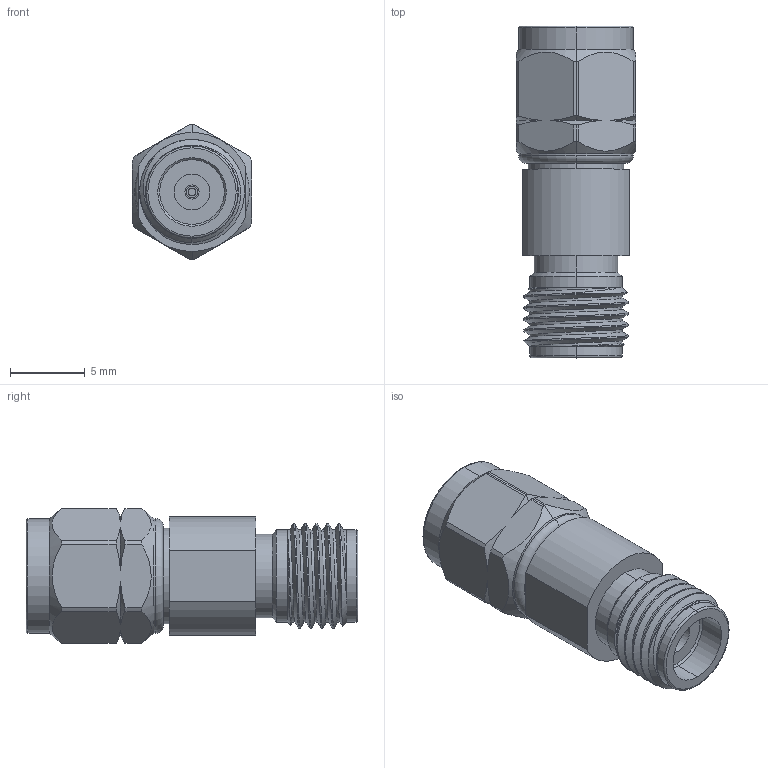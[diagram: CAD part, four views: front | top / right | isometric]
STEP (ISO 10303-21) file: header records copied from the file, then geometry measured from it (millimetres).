
FILE_DESCRIPTION (( 'STEP AP214' ), '1' );
FILE_NAME ('SA5074-10_3D.step', '2023-07-19T18:14:31', ( '' ), ( '' ), 'SwSTEP 2.0', 'SolidWorks 2022', '' );
FILE_SCHEMA (( 'AUTOMOTIVE_DESIGN' ));
Length unit declared in the file: inch
Products named in the file (1): SA5074-10_3D
Bounding box: 7.94 x 22.12 x 8.99 mm (x, y, z)
Volume: 799.2 mm3; surface area: 964.6 mm2
Topology: 1 solids, 1 shells, 149 faces, 373 edges, 238 vertices
Faces by surface type: cylinder 68, cone 37, plane 32, torus 6, bspline 6
Entity records: 7227 total; most frequent: CARTESIAN_POINT 3774, ORIENTED_EDGE 742, DIRECTION 700, EDGE_CURVE 371, AXIS2_PLACEMENT_3D 288, VERTEX_POINT 238, EDGE_LOOP 163, ADVANCED_FACE 149
